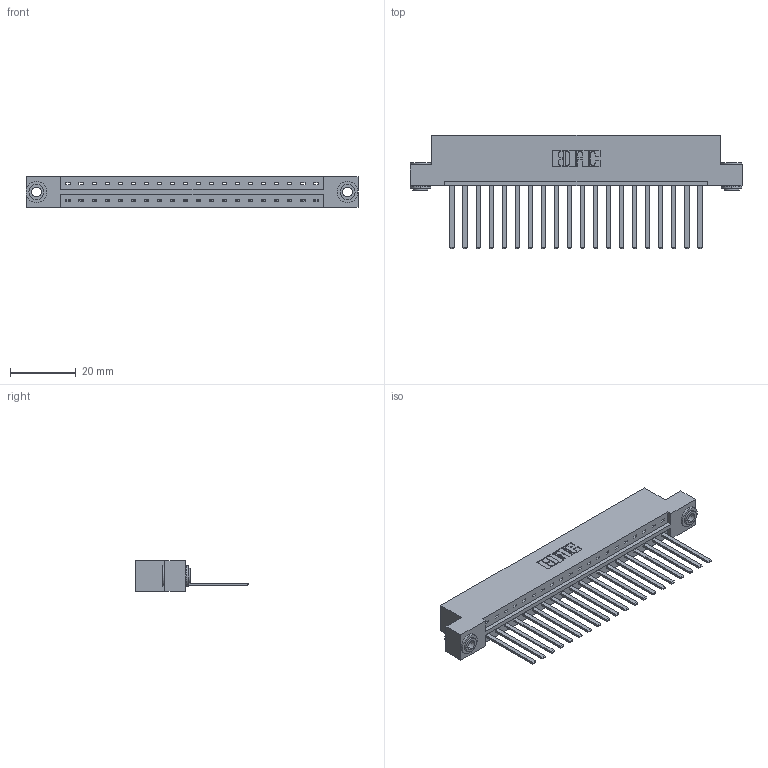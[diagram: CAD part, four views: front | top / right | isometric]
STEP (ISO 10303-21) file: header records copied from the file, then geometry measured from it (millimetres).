
FILE_DESCRIPTION (( 'STEP AP203' ), '1' );
FILE_NAME ('833-020-544-103.STEP', '2020-06-01T13:27:11', ( '' ), ( '' ), 'SwSTEP 2.0', 'SolidWorks 2020', '' );
FILE_SCHEMA (( 'CONFIG_CONTROL_DESIGN' ));
Length unit declared in the file: inch
Products named in the file (4): 345-250-002_345-250-002-102; 345-292-001_345-293-144; 833-020-544-103; 833 Part_Flush - .156 Dia - TH
Assembly tree (23 placements, depth 2):
  833-020-544-103
    833 Part_Flush - .156 Dia - TH
    345-292-001_345-293-144  x20
    345-250-002_345-250-002-102  x2
Bounding box: 100.79 x 34.3 x 9.4 mm (x, y, z)
Volume: 10203.9 mm3; surface area: 11877.1 mm2
Topology: 23 solids, 23 shells, 1192 faces, 3547 edges, 2334 vertices
Faces by surface type: plane 840, cylinder 344, cone 8
Entity records: 15538 total; most frequent: CARTESIAN_POINT 2661, ORIENTED_EDGE 2610, DIRECTION 2319, EDGE_CURVE 1305, VECTOR 1157, LINE 1157, VERTEX_POINT 866, AXIS2_PLACEMENT_3D 581
